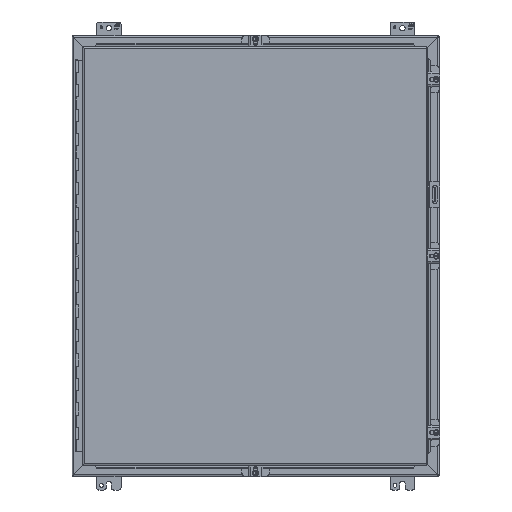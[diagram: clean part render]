
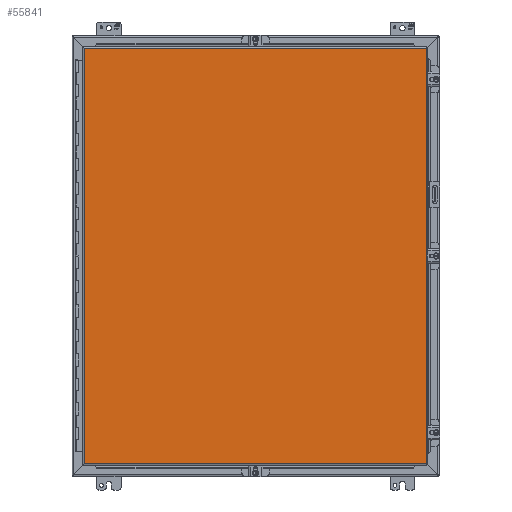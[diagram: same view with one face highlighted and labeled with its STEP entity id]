
A CAD part, front view. The second image highlights one B-rep face of the part: STEP entity #55841.
In plain terms, the highlighted planar face has unit normal (0, -1, 0).
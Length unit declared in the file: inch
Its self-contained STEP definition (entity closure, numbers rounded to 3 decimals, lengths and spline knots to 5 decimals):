
#1164 = CARTESIAN_POINT ( 'NONE',  ( 13.955, -17.21, 16.9945 ) ) ;
#1579 = VERTEX_POINT ( 'NONE', #12777 ) ;
#1662 = DIRECTION ( 'NONE',  ( 0., 0., -1. ) ) ;
#2401 = DIRECTION ( 'NONE',  ( -1., 0., 0. ) ) ;
#5247 = AXIS2_PLACEMENT_3D ( 'NONE', #10056, #54345, #1662 ) ;
#5972 = EDGE_CURVE ( 'NONE', #6608, #33188, #10116, .T. ) ;
#6608 = VERTEX_POINT ( 'NONE', #34054 ) ;
#9547 = EDGE_CURVE ( 'NONE', #1579, #6608, #32188, .T. ) ;
#10056 = CARTESIAN_POINT ( 'NONE',  ( -14.017, -17.21, -16.9945 ) ) ;
#10116 = LINE ( 'NONE', #53558, #40782 ) ;
#11480 = CARTESIAN_POINT ( 'NONE',  ( 13.955, -17.21, 16.9945 ) ) ;
#12777 = CARTESIAN_POINT ( 'NONE',  ( 13.955, -17.21, -16.9945 ) ) ;
#18652 = LINE ( 'NONE', #53705, #22875 ) ;
#19494 = EDGE_LOOP ( 'NONE', ( #43444, #55474, #26276, #46648 ) ) ;
#20458 = CARTESIAN_POINT ( 'NONE',  ( -14.017, -17.21, 16.9945 ) ) ;
#21807 = VECTOR ( 'NONE', #41876, 39.37008 ) ;
#22875 = VECTOR ( 'NONE', #31669, 39.37008 ) ;
#26276 = ORIENTED_EDGE ( 'NONE', *, *, #5972, .F. ) ;
#30887 = EDGE_CURVE ( 'NONE', #48352, #1579, #38110, .T. ) ;
#31669 = DIRECTION ( 'NONE',  ( 1., 0., 0. ) ) ;
#32029 = PLANE ( 'NONE',  #5247 ) ;
#32188 = LINE ( 'NONE', #54799, #54042 ) ;
#33188 = VERTEX_POINT ( 'NONE', #20458 ) ;
#34054 = CARTESIAN_POINT ( 'NONE',  ( -14.017, -17.21, -16.9945 ) ) ;
#34061 = EDGE_CURVE ( 'NONE', #33188, #48352, #18652, .T. ) ;
#38110 = LINE ( 'NONE', #11480, #21807 ) ;
#40782 = VECTOR ( 'NONE', #45429, 39.37008 ) ;
#41876 = DIRECTION ( 'NONE',  ( 0., 0., -1. ) ) ;
#43444 = ORIENTED_EDGE ( 'NONE', *, *, #30887, .F. ) ;
#45429 = DIRECTION ( 'NONE',  ( 0., 0., 1. ) ) ;
#46648 = ORIENTED_EDGE ( 'NONE', *, *, #9547, .F. ) ;
#48352 = VERTEX_POINT ( 'NONE', #1164 ) ;
#53558 = CARTESIAN_POINT ( 'NONE',  ( -14.017, -17.21, -16.9945 ) ) ;
#53705 = CARTESIAN_POINT ( 'NONE',  ( -14.017, -17.21, 16.9945 ) ) ;
#54042 = VECTOR ( 'NONE', #2401, 39.37008 ) ;
#54064 = FACE_OUTER_BOUND ( 'NONE', #19494, .T. ) ;
#54345 = DIRECTION ( 'NONE',  ( 0., -1., 0. ) ) ;
#54799 = CARTESIAN_POINT ( 'NONE',  ( 13.955, -17.21, -16.9945 ) ) ;
#55474 = ORIENTED_EDGE ( 'NONE', *, *, #34061, .F. ) ;
#55841 = ADVANCED_FACE ( 'NONE', ( #54064 ), #32029, .T. ) ;
